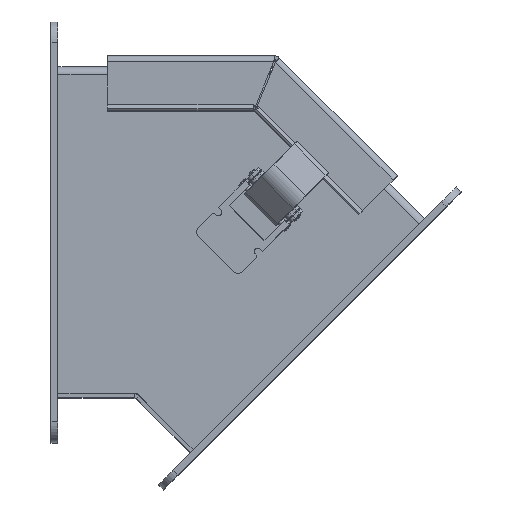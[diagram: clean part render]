
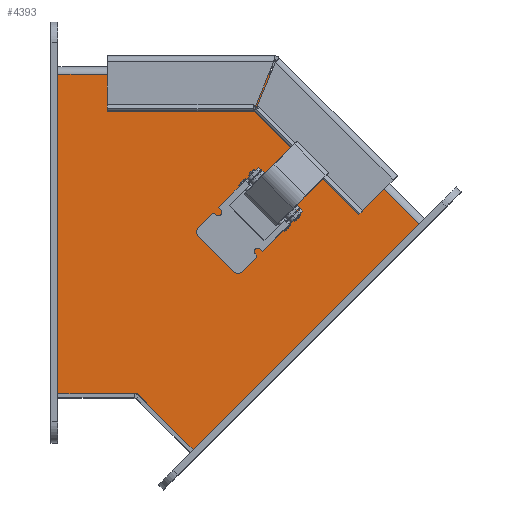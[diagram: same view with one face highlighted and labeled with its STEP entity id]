
A CAD part, top view. The second image highlights one B-rep face of the part: STEP entity #4393.
In plain terms, the highlighted face is planar.
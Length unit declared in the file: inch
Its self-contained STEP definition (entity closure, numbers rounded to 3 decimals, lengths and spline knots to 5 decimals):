
#178=PLANE('',#4665);
#347=FACE_OUTER_BOUND('',#606,.T.);
#606=EDGE_LOOP('',(#2996,#2997,#2998,#2999,#3000,#3001));
#1065=LINE('',#6331,#1495);
#1081=LINE('',#6408,#1511);
#1097=LINE('',#6470,#1527);
#1101=LINE('',#6479,#1531);
#1102=LINE('',#6481,#1532);
#1103=LINE('',#6482,#1533);
#1495=VECTOR('',#5066,3.96059);
#1511=VECTOR('',#5100,3.96059);
#1527=VECTOR('',#5136,5.7895);
#1531=VECTOR('',#5144,1.5625);
#1532=VECTOR('',#5145,1.5625);
#1533=VECTOR('',#5146,5.7895);
#1926=VERTEX_POINT('',#6328);
#1927=VERTEX_POINT('',#6330);
#1938=VERTEX_POINT('',#6407);
#1947=VERTEX_POINT('',#6468);
#1950=VERTEX_POINT('',#6478);
#1951=VERTEX_POINT('',#6480);
#2312=EDGE_CURVE('',#1927,#1926,#1065,.T.);
#2332=EDGE_CURVE('',#1938,#1927,#1081,.T.);
#2351=EDGE_CURVE('',#1926,#1947,#1097,.T.);
#2355=EDGE_CURVE('',#1947,#1950,#1101,.T.);
#2356=EDGE_CURVE('',#1950,#1951,#1102,.T.);
#2357=EDGE_CURVE('',#1951,#1938,#1103,.T.);
#2996=ORIENTED_EDGE('',*,*,#2312,.T.);
#2997=ORIENTED_EDGE('',*,*,#2351,.T.);
#2998=ORIENTED_EDGE('',*,*,#2355,.T.);
#2999=ORIENTED_EDGE('',*,*,#2356,.T.);
#3000=ORIENTED_EDGE('',*,*,#2357,.T.);
#3001=ORIENTED_EDGE('',*,*,#2332,.T.);
#4393=ADVANCED_FACE('',(#347),#178,.F.);
#4665=AXIS2_PLACEMENT_3D('',#6477,#5142,#5143);
#5066=DIRECTION('',(0.707,-0.707,0.));
#5100=DIRECTION('',(1.,0.,0.));
#5136=DIRECTION('',(-0.707,-0.707,0.));
#5142=DIRECTION('center_axis',(0.,0.,1.));
#5143=DIRECTION('ref_axis',(1.,0.,0.));
#5144=DIRECTION('',(-0.707,0.707,0.));
#5145=DIRECTION('',(-1.,0.,0.));
#5146=DIRECTION('',(0.,1.,0.));
#6328=CARTESIAN_POINT('',(6.76115,-2.86306,0.));
#6330=CARTESIAN_POINT('',(3.96059,-0.0625,0.));
#6331=CARTESIAN_POINT('',(4.4042,-0.50611,0.));
#6407=CARTESIAN_POINT('',(0.,-0.0625,0.));
#6408=CARTESIAN_POINT('',(1.35293,-0.0625,0.));
#6468=CARTESIAN_POINT('',(2.66735,-6.95685,0.));
#6470=CARTESIAN_POINT('',(6.80534,-2.81887,0.));
#6477=CARTESIAN_POINT('Origin',(2.70587,-3.09167,0.));
#6478=CARTESIAN_POINT('',(1.5625,-5.852,0.));
#6479=CARTESIAN_POINT('',(2.66735,-6.95685,0.));
#6480=CARTESIAN_POINT('',(0.,-5.852,0.));
#6481=CARTESIAN_POINT('',(1.5625,-5.852,0.));
#6482=CARTESIAN_POINT('',(0.,-5.852,0.));
